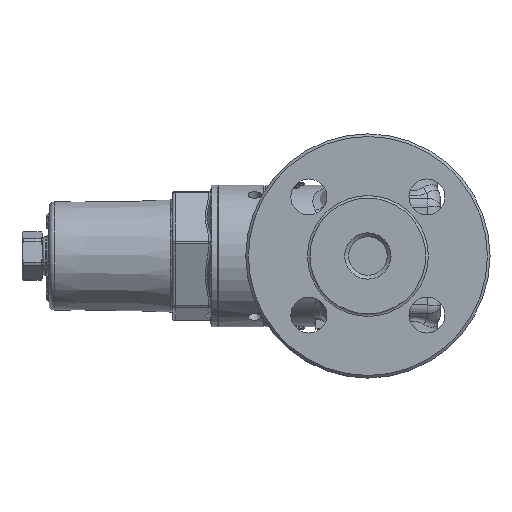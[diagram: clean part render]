
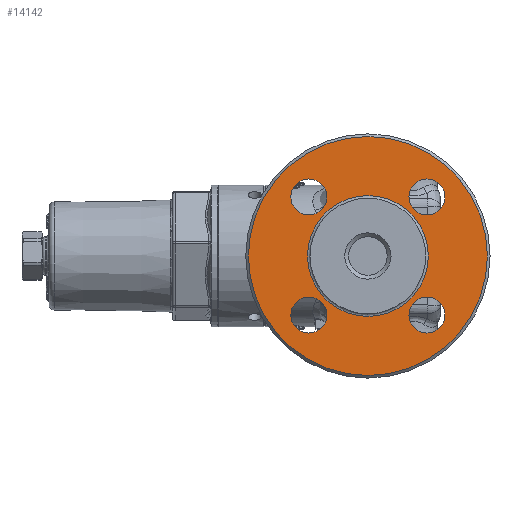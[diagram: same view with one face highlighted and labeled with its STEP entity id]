
A CAD part, left-side view. The second image highlights one B-rep face of the part: STEP entity #14142.
In plain terms, the highlighted planar face has unit normal (-1, 0, 0).
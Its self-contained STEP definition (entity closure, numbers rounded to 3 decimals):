
#2507=PLANE($,#15067);
#3747=FACE_BOUND($,#4779,.T.);
#3748=FACE_BOUND($,#4780,.T.);
#3749=FACE_BOUND($,#4781,.T.);
#3750=FACE_BOUND($,#4782,.T.);
#3751=FACE_BOUND($,#4783,.T.);
#3752=FACE_BOUND($,#4784,.T.);
#4779=EDGE_LOOP($,(#9824));
#4780=EDGE_LOOP($,(#9825));
#4781=EDGE_LOOP($,(#9826));
#4782=EDGE_LOOP($,(#9827));
#4783=EDGE_LOOP($,(#9828));
#4784=EDGE_LOOP($,(#9829));
#5794=CIRCLE($,#15056,7.);
#5796=CIRCLE($,#15059,7.);
#5798=CIRCLE($,#15062,7.);
#5800=CIRCLE($,#15065,7.);
#5802=CIRCLE($,#15068,23.5);
#5803=CIRCLE($,#15069,46.5);
#6307=VERTEX_POINT($,#18684);
#6309=VERTEX_POINT($,#18689);
#6311=VERTEX_POINT($,#18694);
#6313=VERTEX_POINT($,#18699);
#6315=VERTEX_POINT($,#18704);
#6316=VERTEX_POINT($,#18706);
#7678=EDGE_CURVE($,#6307,#6307,#5794,.T.);
#7680=EDGE_CURVE($,#6309,#6309,#5796,.T.);
#7682=EDGE_CURVE($,#6311,#6311,#5798,.T.);
#7684=EDGE_CURVE($,#6313,#6313,#5800,.T.);
#7686=EDGE_CURVE($,#6315,#6315,#5802,.T.);
#7687=EDGE_CURVE($,#6316,#6316,#5803,.T.);
#9824=ORIENTED_EDGE($,*,*,#7678,.T.);
#9825=ORIENTED_EDGE($,*,*,#7680,.T.);
#9826=ORIENTED_EDGE($,*,*,#7682,.T.);
#9827=ORIENTED_EDGE($,*,*,#7684,.T.);
#9828=ORIENTED_EDGE($,*,*,#7686,.F.);
#9829=ORIENTED_EDGE($,*,*,#7687,.F.);
#14142=ADVANCED_FACE($,(#3747,#3748,#3749,#3750,#3751,#3752),#2507,.T.);
#15056=AXIS2_PLACEMENT_3D($,#18685,#16146,#16147);
#15059=AXIS2_PLACEMENT_3D($,#18690,#16152,#16153);
#15062=AXIS2_PLACEMENT_3D($,#18695,#16158,#16159);
#15065=AXIS2_PLACEMENT_3D($,#18700,#16164,#16165);
#15067=AXIS2_PLACEMENT_3D($,#18703,#16168,#16169);
#15068=AXIS2_PLACEMENT_3D($,#18705,#16170,#16171);
#15069=AXIS2_PLACEMENT_3D($,#18707,#16172,#16173);
#16146=DIRECTION('center_axis',(1.,0.,0.));
#16147=DIRECTION('ref_axis',(0.,0.,
1.));
#16152=DIRECTION('center_axis',(1.,0.,0.));
#16153=DIRECTION('ref_axis',(0.,1.,0.));
#16158=DIRECTION('center_axis',(1.,0.,0.));
#16159=DIRECTION('ref_axis',(0.,-1.,0.));
#16164=DIRECTION('center_axis',(1.,0.,0.));
#16165=DIRECTION('ref_axis',(0.,0.,-1.));
#16168=DIRECTION('center_axis',(-1.,0.,0.));
#16169=DIRECTION('ref_axis',(0.,0.,-1.));
#16170=DIRECTION('center_axis',(-1.,0.,0.));
#16171=DIRECTION('ref_axis',(0.,0.,
-1.));
#16172=DIRECTION('center_axis',(1.,0.,0.));
#16173=DIRECTION('ref_axis',(0.,0.,
-1.));
#18684=CARTESIAN_POINT('',(-63.,-22.981,-29.981));
#18685=CARTESIAN_POINT('Origin',(-63.,-22.981,-22.981));
#18689=CARTESIAN_POINT('',(-63.,-29.981,22.981));
#18690=CARTESIAN_POINT('Origin',(-63.,-22.981,22.981));
#18694=CARTESIAN_POINT('',(-63.,29.981,-22.981));
#18695=CARTESIAN_POINT('Origin',(-63.,22.981,-22.981));
#18699=CARTESIAN_POINT('',(-63.,22.981,29.981));
#18700=CARTESIAN_POINT('Origin',(-63.,22.981,22.981));
#18703=CARTESIAN_POINT('Origin',(-63.,0.,0.));
#18704=CARTESIAN_POINT('',(-63.,0.,23.5));
#18705=CARTESIAN_POINT('Origin',(-63.,0.,0.));
#18706=CARTESIAN_POINT('',(-63.,0.,46.5));
#18707=CARTESIAN_POINT('Origin',(-63.,0.,0.));
